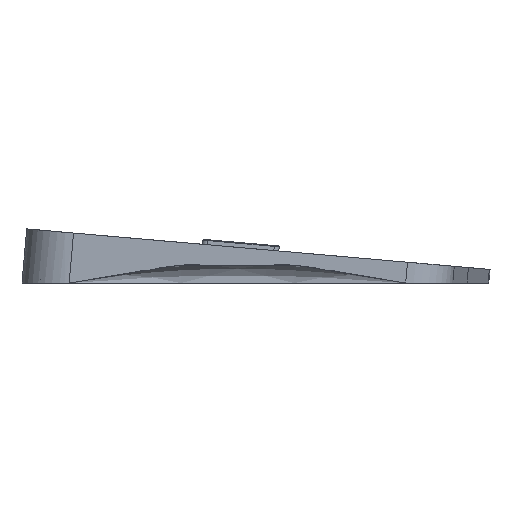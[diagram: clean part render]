
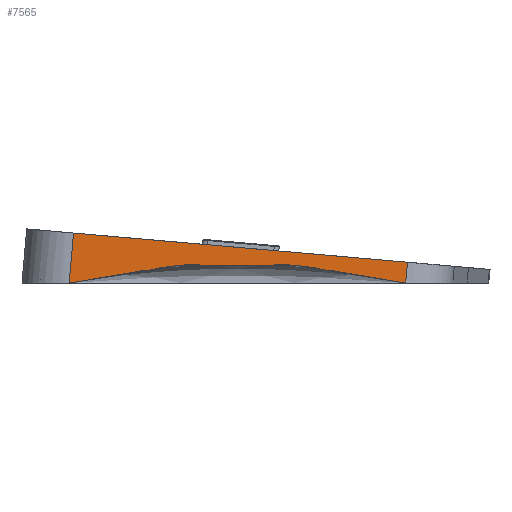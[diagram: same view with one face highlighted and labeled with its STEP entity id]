
A CAD part, left-side view. The second image highlights one B-rep face of the part: STEP entity #7565.
In plain terms, the highlighted planar face has unit normal (-1, 0, 0).
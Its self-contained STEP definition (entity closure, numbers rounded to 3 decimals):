
#493=CIRCLE('',#7991,211.058);
#893=FACE_OUTER_BOUND('',#1345,.T.);
#1345=EDGE_LOOP('',(#6654,#6655,#6656,#6657));
#2132=LINE('',#12860,#2902);
#2146=LINE('',#12934,#2916);
#2147=LINE('',#12935,#2917);
#2902=VECTOR('',#9465,10.);
#2916=VECTOR('',#9525,10.);
#2917=VECTOR('',#9526,10.);
#3599=VERTEX_POINT('',#12857);
#3600=VERTEX_POINT('',#12859);
#3624=VERTEX_POINT('',#12929);
#3625=VERTEX_POINT('',#12930);
#4629=EDGE_CURVE('',#3600,#3599,#2132,.T.);
#4660=EDGE_CURVE('',#3625,#3624,#493,.T.);
#4661=EDGE_CURVE('',#3600,#3624,#2146,.T.);
#4662=EDGE_CURVE('',#3599,#3625,#2147,.T.);
#6654=ORIENTED_EDGE('',*,*,#4660,.T.);
#6655=ORIENTED_EDGE('',*,*,#4661,.F.);
#6656=ORIENTED_EDGE('',*,*,#4629,.T.);
#6657=ORIENTED_EDGE('',*,*,#4662,.T.);
#7190=PLANE('',#7992);
#7565=ADVANCED_FACE('',(#893),#7190,.T.);
#7991=AXIS2_PLACEMENT_3D('',#12932,#9521,#9522);
#7992=AXIS2_PLACEMENT_3D('',#12933,#9523,#9524);
#9465=DIRECTION('',(0.,0.996,0.087));
#9521=DIRECTION('center_axis',(1.,0.,0.));
#9522=DIRECTION('ref_axis',(0.,0.,
1.));
#9523=DIRECTION('center_axis',(-1.,0.,0.));
#9524=DIRECTION('ref_axis',(0.,0.996,0.087));
#9525=DIRECTION('',(0.,0.087,-0.996));
#9526=DIRECTION('',(0.,0.087,-0.996));
#12857=CARTESIAN_POINT('',(-11.999,80.524,-34.156));
#12859=CARTESIAN_POINT('',(-11.999,-19.12,-42.874));
#12860=CARTESIAN_POINT('',(-11.999,-19.12,-42.874));
#12929=CARTESIAN_POINT('',(-11.999,-18.576,-49.092));
#12930=CARTESIAN_POINT('',(-11.999,81.83,-49.092));
#12932=CARTESIAN_POINT('Origin',(-11.999,31.627,-254.092));
#12933=CARTESIAN_POINT('Origin',(-11.999,-19.12,-42.874));
#12934=CARTESIAN_POINT('',(-11.999,-19.12,-42.874));
#12935=CARTESIAN_POINT('',(-11.999,80.524,-34.156));
